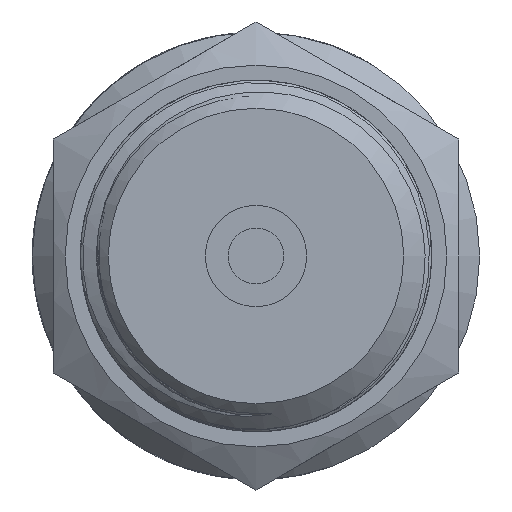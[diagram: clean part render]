
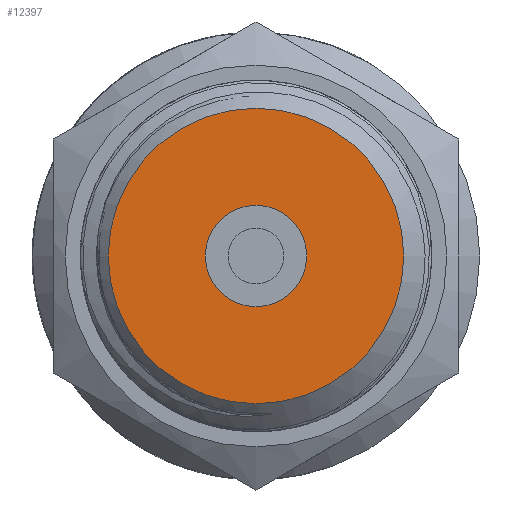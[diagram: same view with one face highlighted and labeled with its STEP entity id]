
A CAD part, left-side view. The second image highlights one B-rep face of the part: STEP entity #12397.
In plain terms, the highlighted planar face has unit normal (-1, 0, 0).
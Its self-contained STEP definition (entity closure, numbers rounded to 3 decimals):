
#1236=FACE_BOUND('',#3966,.T.);
#3239=FACE_OUTER_BOUND('',#3965,.T.);
#3965=EDGE_LOOP('',(#8340));
#3966=EDGE_LOOP('',(#8341));
#4734=CIRCLE('',#13190,8.75);
#4735=CIRCLE('',#13192,3.);
#5020=VERTEX_POINT('',#17195);
#5021=VERTEX_POINT('',#17199);
#6343=EDGE_CURVE('',#5020,#5020,#4734,.T.);
#6344=EDGE_CURVE('',#5021,#5021,#4735,.T.);
#8340=ORIENTED_EDGE('',*,*,#6343,.F.);
#8341=ORIENTED_EDGE('',*,*,#6344,.T.);
#12135=PLANE('',#13191);
#12397=ADVANCED_FACE('',(#3239,#1236),#12135,.T.);
#13190=AXIS2_PLACEMENT_3D('',#17197,#13890,#13891);
#13191=AXIS2_PLACEMENT_3D('',#17198,#13892,#13893);
#13192=AXIS2_PLACEMENT_3D('',#17200,#13894,#13895);
#13890=DIRECTION('center_axis',(1.,0.,0.));
#13891=DIRECTION('ref_axis',(0.,0.,-1.));
#13892=DIRECTION('center_axis',(-1.,0.,0.));
#13893=DIRECTION('ref_axis',(0.,0.,1.));
#13894=DIRECTION('center_axis',(1.,0.,0.));
#13895=DIRECTION('ref_axis',(0.,0.,-1.));
#17195=CARTESIAN_POINT('',(3.,-8.75,0.));
#17197=CARTESIAN_POINT('Origin',(3.,0.,0.));
#17198=CARTESIAN_POINT('Origin',(3.,8.75,0.));
#17199=CARTESIAN_POINT('',(3.,-3.,0.));
#17200=CARTESIAN_POINT('Origin',(3.,0.,0.));
